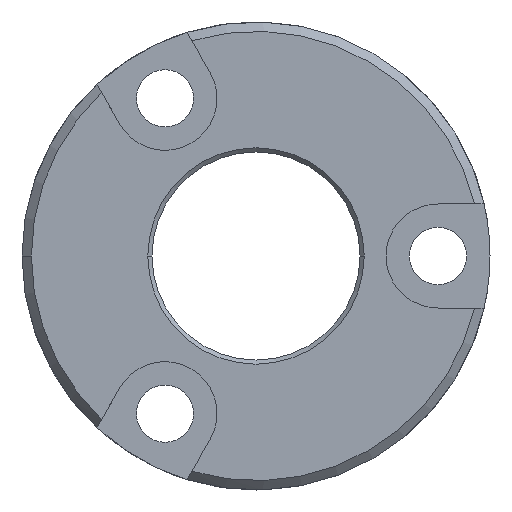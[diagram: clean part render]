
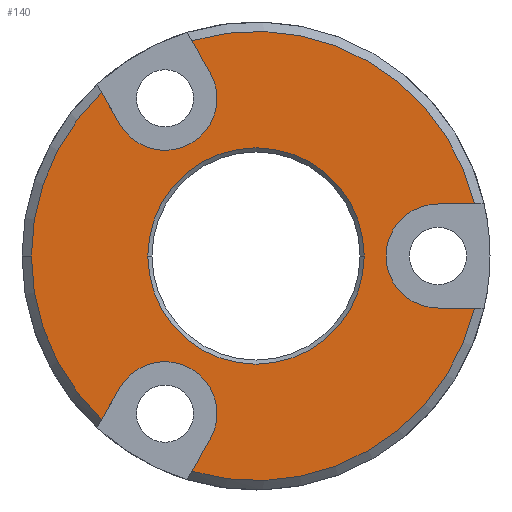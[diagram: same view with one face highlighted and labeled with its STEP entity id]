
A CAD part, left-side view. The second image highlights one B-rep face of the part: STEP entity #140.
In plain terms, the highlighted planar face has unit normal (-1, 0, 0).
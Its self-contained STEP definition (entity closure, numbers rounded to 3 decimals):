
#140=ADVANCED_FACE('',(#285,#286),#287,.T.);
#285=FACE_OUTER_BOUND('',#426,.T.);
#286=FACE_BOUND('',#427,.T.);
#287=PLANE('',#428);
#426=EDGE_LOOP('',(#763,#764,#765,#766,#767,#768,#769,#770,#771,#772,#773,#774,#775));
#427=EDGE_LOOP('',(#776,#777));
#428=AXIS2_PLACEMENT_3D('',#778,#779,#780);
#763=ORIENTED_EDGE('',*,*,#929,.T.);
#764=ORIENTED_EDGE('',*,*,#858,.F.);
#765=ORIENTED_EDGE('',*,*,#927,.F.);
#766=ORIENTED_EDGE('',*,*,#890,.T.);
#767=ORIENTED_EDGE('',*,*,#950,.T.);
#768=ORIENTED_EDGE('',*,*,#955,.T.);
#769=ORIENTED_EDGE('',*,*,#903,.F.);
#770=ORIENTED_EDGE('',*,*,#962,.T.);
#771=ORIENTED_EDGE('',*,*,#886,.T.);
#772=ORIENTED_EDGE('',*,*,#917,.T.);
#773=ORIENTED_EDGE('',*,*,#827,.F.);
#774=ORIENTED_EDGE('',*,*,#936,.T.);
#775=ORIENTED_EDGE('',*,*,#821,.T.);
#776=ORIENTED_EDGE('',*,*,#924,.T.);
#777=ORIENTED_EDGE('',*,*,#866,.T.);
#778=CARTESIAN_POINT('',(0.,15.798,0.0));
#779=DIRECTION('',(-1.0,0.,0.0));
#780=DIRECTION('',(0.,-1.0,-0.0));
#821=EDGE_CURVE('',#968,#969,#970,.T.);
#827=EDGE_CURVE('',#978,#980,#981,.T.);
#858=EDGE_CURVE('',#1031,#1034,#1035,.T.);
#866=EDGE_CURVE('',#1046,#1044,#1047,.T.);
#886=EDGE_CURVE('',#1078,#1079,#1080,.T.);
#890=EDGE_CURVE('',#1084,#1085,#1086,.T.);
#903=EDGE_CURVE('',#1106,#1101,#1108,.T.);
#917=EDGE_CURVE('',#1079,#980,#1126,.T.);
#924=EDGE_CURVE('',#1044,#1046,#1133,.T.);
#927=EDGE_CURVE('',#1084,#1031,#1136,.T.);
#929=EDGE_CURVE('',#969,#1034,#1138,.T.);
#936=EDGE_CURVE('',#978,#968,#1146,.T.);
#950=EDGE_CURVE('',#1085,#1161,#1162,.T.);
#955=EDGE_CURVE('',#1161,#1101,#1167,.T.);
#962=EDGE_CURVE('',#1106,#1078,#1174,.T.);
#968=VERTEX_POINT('',#1180);
#969=VERTEX_POINT('',#1181);
#970=CIRCLE('',#1182,5.0);
#978=VERTEX_POINT('',#1192);
#980=VERTEX_POINT('',#1203);
#981=CIRCLE('',#1204,21.595);
#1031=VERTEX_POINT('',#1273);
#1034=VERTEX_POINT('',#1277);
#1035=CIRCLE('',#1278,21.595);
#1044=VERTEX_POINT('',#1296);
#1046=VERTEX_POINT('',#1299);
#1047=CIRCLE('',#1300,10.4);
#1078=VERTEX_POINT('',#1334);
#1079=VERTEX_POINT('',#1335);
#1080=CIRCLE('',#1336,5.0);
#1084=VERTEX_POINT('',#1342);
#1085=VERTEX_POINT('',#1343);
#1086=LINE('',#1344,#1345);
#1101=VERTEX_POINT('',#1374);
#1106=VERTEX_POINT('',#1388);
#1108=CIRCLE('',#1399,21.595);
#1126=LINE('',#1422,#1423);
#1133=CIRCLE('',#1431,10.4);
#1136=CIRCLE('',#1434,21.595);
#1138=LINE('',#1436,#1437);
#1146=LINE('',#1449,#1450);
#1161=VERTEX_POINT('',#1473);
#1162=CIRCLE('',#1474,5.0);
#1167=LINE('',#1480,#1481);
#1174=LINE('',#1488,#1489);
#1180=CARTESIAN_POINT('',(0.,4.42,17.655));
#1181=CARTESIAN_POINT('',(0.,13.08,12.655));
#1182=AXIS2_PLACEMENT_3D('',#1494,#1495,#1496);
#1192=CARTESIAN_POINT('',(0.,6.174,20.694));
#1203=CARTESIAN_POINT('',(0.,-21.008,5.0));
#1204=AXIS2_PLACEMENT_3D('',#1502,#1503,#1504);
#1273=CARTESIAN_POINT('',(0.,21.595,0.));
#1277=CARTESIAN_POINT('',(0.,14.834,15.694));
#1278=AXIS2_PLACEMENT_3D('',#1552,#1553,#1554);
#1296=CARTESIAN_POINT('',(0.0,10.4,0.0));
#1299=CARTESIAN_POINT('',(0.,-10.4,0.));
#1300=AXIS2_PLACEMENT_3D('',#1565,#1566,#1567);
#1334=CARTESIAN_POINT('',(0.,-17.5,-5.0));
#1335=CARTESIAN_POINT('',(0.,-17.5,5.0));
#1336=AXIS2_PLACEMENT_3D('',#1607,#1608,#1609);
#1342=CARTESIAN_POINT('',(0.,14.834,-15.694));
#1343=CARTESIAN_POINT('',(0.,13.08,-12.655));
#1344=CARTESIAN_POINT('',(0.,11.429,-9.796));
#1345=VECTOR('',#1612,1.0);
#1374=CARTESIAN_POINT('',(0.,6.174,-20.694));
#1388=CARTESIAN_POINT('',(0.,-21.008,-5.0));
#1399=AXIS2_PLACEMENT_3D('',#1624,#1625,#1626);
#1422=CARTESIAN_POINT('',(0.,-2.35,5.0));
#1423=VECTOR('',#1644,1.0);
#1431=AXIS2_PLACEMENT_3D('',#1652,#1653,#1654);
#1434=AXIS2_PLACEMENT_3D('',#1658,#1659,#1660);
#1436=CARTESIAN_POINT('',(0.,11.429,9.796));
#1437=VECTOR('',#1661,1.0);
#1449=CARTESIAN_POINT('',(0.,2.769,14.796));
#1450=VECTOR('',#1666,1.0);
#1473=CARTESIAN_POINT('',(0.,4.42,-17.655));
#1474=AXIS2_PLACEMENT_3D('',#1678,#1679,#1680);
#1480=CARTESIAN_POINT('',(0.,2.769,-14.796));
#1481=VECTOR('',#1685,1.0);
#1488=CARTESIAN_POINT('',(0.,-2.35,-5.0));
#1489=VECTOR('',#1692,1.0);
#1494=CARTESIAN_POINT('',(0.,8.75,15.155));
#1495=DIRECTION('',(1.0,0.,0.));
#1496=DIRECTION('',(0.,-0.866,0.5));
#1502=CARTESIAN_POINT('',(0.,0.0,0.0));
#1503=DIRECTION('',(1.0,0.0,0.0));
#1504=DIRECTION('',(0.0,1.0,0.0));
#1552=CARTESIAN_POINT('',(0.,0.0,0.0));
#1553=DIRECTION('',(1.0,0.0,0.0));
#1554=DIRECTION('',(0.0,1.0,0.0));
#1565=CARTESIAN_POINT('',(0.,0.0,0.0));
#1566=DIRECTION('',(1.0,0.,-0.0));
#1567=DIRECTION('',(0.,1.0,0.0));
#1607=CARTESIAN_POINT('',(0.,-17.5,0.0));
#1608=DIRECTION('',(1.0,0.,0.0));
#1609=DIRECTION('',(0.0,0.0,-1.0));
#1612=DIRECTION('',(0.,-0.5,0.866));
#1624=CARTESIAN_POINT('',(0.,0.0,0.0));
#1625=DIRECTION('',(1.0,0.0,0.0));
#1626=DIRECTION('',(0.0,1.0,0.0));
#1644=DIRECTION('',(0.,-1.0,0.0));
#1652=CARTESIAN_POINT('',(0.,0.0,0.0));
#1653=DIRECTION('',(1.0,0.,-0.0));
#1654=DIRECTION('',(0.,1.0,0.0));
#1658=CARTESIAN_POINT('',(0.,0.0,0.0));
#1659=DIRECTION('',(1.0,0.0,0.0));
#1660=DIRECTION('',(0.0,1.0,0.0));
#1661=DIRECTION('',(0.,0.5,0.866));
#1666=DIRECTION('',(0.,-0.5,-0.866));
#1678=CARTESIAN_POINT('',(0.,8.75,-15.155));
#1679=DIRECTION('',(1.0,0.,0.));
#1680=DIRECTION('',(0.,0.866,0.5));
#1685=DIRECTION('',(0.,0.5,-0.866));
#1692=DIRECTION('',(0.,1.0,-0.0));
